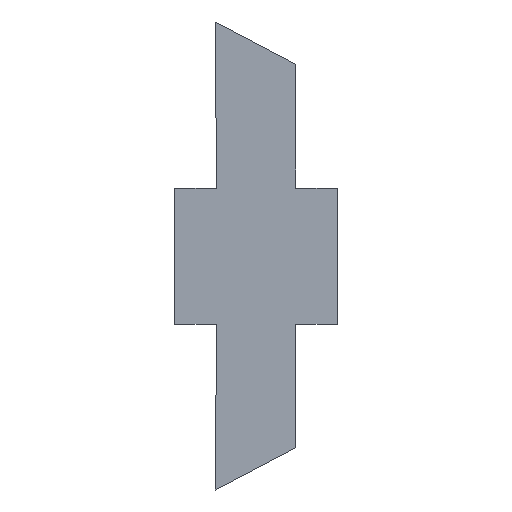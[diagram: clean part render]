
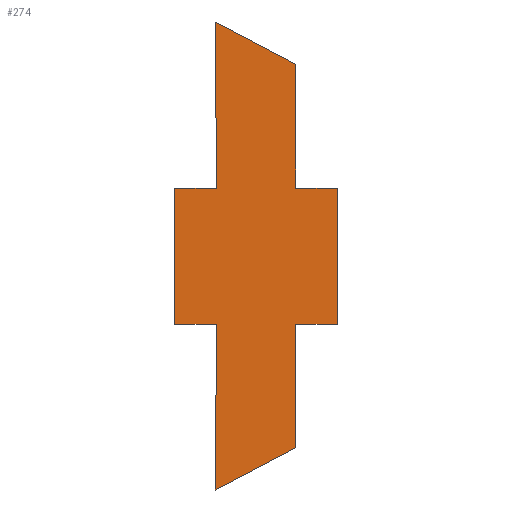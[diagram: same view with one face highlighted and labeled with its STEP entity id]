
A CAD part, front view. The second image highlights one B-rep face of the part: STEP entity #274.
In plain terms, the highlighted planar face has unit normal (0, -1, 0).
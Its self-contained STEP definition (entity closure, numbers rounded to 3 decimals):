
#28=FACE_OUTER_BOUND('',#42,.T.);
#42=EDGE_LOOP('',(#235,#236,#237,#238,#239,#240,#241,#242,#243,#244,#245,
#246));
#43=LINE('',#361,#79);
#47=LINE('',#369,#83);
#50=LINE('',#375,#86);
#55=LINE('',#384,#91);
#56=LINE('',#387,#92);
#59=LINE('',#394,#95);
#63=LINE('',#402,#99);
#66=LINE('',#408,#102);
#69=LINE('',#414,#105);
#74=LINE('',#423,#110);
#75=LINE('',#425,#111);
#77=LINE('',#428,#113);
#79=VECTOR('',#295,10.);
#83=VECTOR('',#301,10.);
#86=VECTOR('',#306,10.);
#91=VECTOR('',#313,10.);
#92=VECTOR('',#316,10.);
#95=VECTOR('',#321,10.);
#99=VECTOR('',#327,10.);
#102=VECTOR('',#332,10.);
#105=VECTOR('',#337,10.);
#110=VECTOR('',#344,10.);
#111=VECTOR('',#347,10.);
#113=VECTOR('',#351,10.);
#115=VERTEX_POINT('',#359);
#116=VERTEX_POINT('',#360);
#119=VERTEX_POINT('',#368);
#121=VERTEX_POINT('',#374);
#124=VERTEX_POINT('',#382);
#125=VERTEX_POINT('',#386);
#127=VERTEX_POINT('',#392);
#128=VERTEX_POINT('',#393);
#131=VERTEX_POINT('',#401);
#133=VERTEX_POINT('',#407);
#135=VERTEX_POINT('',#413);
#138=VERTEX_POINT('',#421);
#139=EDGE_CURVE('',#115,#116,#43,.T.);
#143=EDGE_CURVE('',#119,#115,#47,.T.);
#146=EDGE_CURVE('',#121,#119,#50,.T.);
#151=EDGE_CURVE('',#124,#121,#55,.T.);
#152=EDGE_CURVE('',#116,#125,#56,.T.);
#155=EDGE_CURVE('',#127,#128,#59,.T.);
#159=EDGE_CURVE('',#131,#127,#63,.T.);
#162=EDGE_CURVE('',#133,#131,#66,.T.);
#165=EDGE_CURVE('',#128,#135,#69,.T.);
#170=EDGE_CURVE('',#133,#138,#74,.T.);
#171=EDGE_CURVE('',#138,#125,#75,.T.);
#173=EDGE_CURVE('',#135,#124,#77,.T.);
#235=ORIENTED_EDGE('',*,*,#155,.F.);
#236=ORIENTED_EDGE('',*,*,#159,.F.);
#237=ORIENTED_EDGE('',*,*,#162,.F.);
#238=ORIENTED_EDGE('',*,*,#170,.T.);
#239=ORIENTED_EDGE('',*,*,#171,.T.);
#240=ORIENTED_EDGE('',*,*,#152,.F.);
#241=ORIENTED_EDGE('',*,*,#139,.F.);
#242=ORIENTED_EDGE('',*,*,#143,.F.);
#243=ORIENTED_EDGE('',*,*,#146,.F.);
#244=ORIENTED_EDGE('',*,*,#151,.F.);
#245=ORIENTED_EDGE('',*,*,#173,.F.);
#246=ORIENTED_EDGE('',*,*,#165,.F.);
#260=PLANE('',#290);
#274=ADVANCED_FACE('',(#28),#260,.F.);
#290=AXIS2_PLACEMENT_3D('',#431,#355,#356);
#295=DIRECTION('',(-1.,0.,0.));
#301=DIRECTION('',(0.,0.,-1.));
#306=DIRECTION('',(1.,0.,0.));
#313=DIRECTION('',(0.,0.,-1.));
#316=DIRECTION('',(0.,0.,-1.));
#321=DIRECTION('',(1.,0.,0.));
#327=DIRECTION('',(0.,0.,1.));
#332=DIRECTION('',(-1.,0.,0.));
#337=DIRECTION('',(-0.007,0.,1.));
#344=DIRECTION('',(-0.007,0.,-1.));
#347=DIRECTION('',(0.885,0.,0.466));
#351=DIRECTION('',(0.885,0.,-0.466));
#355=DIRECTION('center_axis',(0.,1.,0.));
#356=DIRECTION('ref_axis',(1.,0.,0.));
#359=CARTESIAN_POINT('',(23.,0.,-13.));
#360=CARTESIAN_POINT('',(15.,0.,-13.));
#361=CARTESIAN_POINT('',(23.,0.,-13.));
#368=CARTESIAN_POINT('',(23.,0.,12.947));
#369=CARTESIAN_POINT('',(23.,0.,12.947));
#374=CARTESIAN_POINT('',(15.,0.,12.947));
#375=CARTESIAN_POINT('',(-8.085,0.,12.947));
#382=CARTESIAN_POINT('',(15.,0.,36.59));
#384=CARTESIAN_POINT('',(15.,0.,0.));
#386=CARTESIAN_POINT('',(15.,0.,-36.59));
#387=CARTESIAN_POINT('',(15.,0.,0.));
#392=CARTESIAN_POINT('',(-8.085,0.,12.947));
#393=CARTESIAN_POINT('',(-0.085,0.,12.947));
#394=CARTESIAN_POINT('',(-8.085,0.,12.947));
#401=CARTESIAN_POINT('',(-8.085,0.,-13.));
#402=CARTESIAN_POINT('',(-8.085,0.,-13.));
#407=CARTESIAN_POINT('',(-0.085,0.,-13.));
#408=CARTESIAN_POINT('',(23.,0.,-13.));
#413=CARTESIAN_POINT('',(-0.293,0.,44.644));
#414=CARTESIAN_POINT('',(0.,0.,0.));
#421=CARTESIAN_POINT('',(-0.293,0.,-44.644));
#423=CARTESIAN_POINT('',(0.,0.,0.));
#425=CARTESIAN_POINT('',(-0.293,0.,-44.644));
#428=CARTESIAN_POINT('',(-0.293,0.,44.644));
#431=CARTESIAN_POINT('Origin',(7.353,0.,0.));
